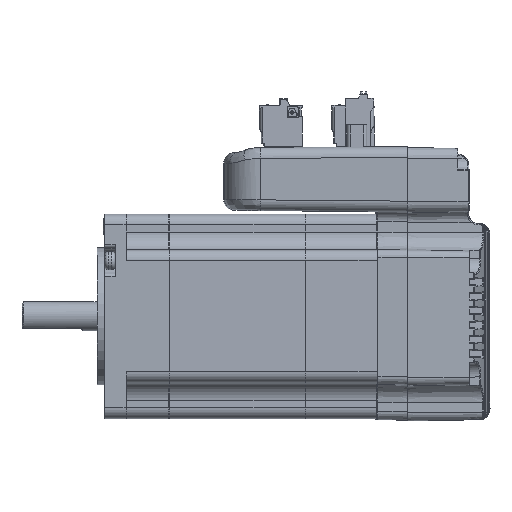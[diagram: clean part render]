
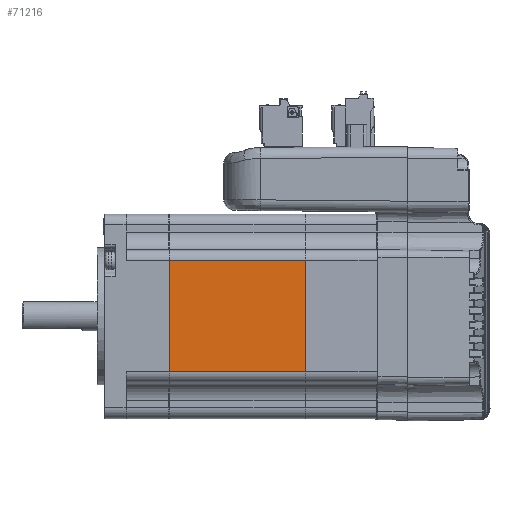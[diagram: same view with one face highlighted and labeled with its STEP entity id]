
A CAD part, left-side view. The second image highlights one B-rep face of the part: STEP entity #71216.
In plain terms, the highlighted face is planar.
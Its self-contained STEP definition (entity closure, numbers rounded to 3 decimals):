
#3066=PLANE('',#76586);
#6508=FACE_OUTER_BOUND('',#10703,.T.);
#10703=EDGE_LOOP('',(#58673,#58674,#58675,#58676));
#16823=LINE('',#130249,#24501);
#16836=LINE('',#130287,#24514);
#16837=LINE('',#130291,#24515);
#16838=LINE('',#130292,#24516);
#24501=VECTOR('',#90121,1000.);
#24514=VECTOR('',#90160,1000.);
#24515=VECTOR('',#90165,1000.);
#24516=VECTOR('',#90166,1000.);
#33739=VERTEX_POINT('',#130246);
#33740=VERTEX_POINT('',#130248);
#33752=VERTEX_POINT('',#130286);
#33753=VERTEX_POINT('',#130290);
#42531=EDGE_CURVE('',#33739,#33740,#16823,.T.);
#42550=EDGE_CURVE('',#33740,#33752,#16836,.T.);
#42552=EDGE_CURVE('',#33739,#33753,#16837,.T.);
#42553=EDGE_CURVE('',#33753,#33752,#16838,.T.);
#58673=ORIENTED_EDGE('',*,*,#42531,.F.);
#58674=ORIENTED_EDGE('',*,*,#42552,.T.);
#58675=ORIENTED_EDGE('',*,*,#42553,.T.);
#58676=ORIENTED_EDGE('',*,*,#42550,.F.);
#71216=ADVANCED_FACE('',(#6508),#3066,.T.);
#76586=AXIS2_PLACEMENT_3D('',#130289,#90163,#90164);
#90121=DIRECTION('',(0.,1.,0.));
#90160=DIRECTION('',(0.,0.,-1.));
#90163=DIRECTION('center_axis',(1.,0.,0.));
#90164=DIRECTION('ref_axis',(0.,1.,0.));
#90165=DIRECTION('',(0.,0.,-1.));
#90166=DIRECTION('',(0.,1.,0.));
#130246=CARTESIAN_POINT('',(28.5,-15.5,38.));
#130248=CARTESIAN_POINT('',(28.5,15.5,38.));
#130249=CARTESIAN_POINT('',(28.5,-62.841,38.));
#130286=CARTESIAN_POINT('',(28.5,15.5,0.));
#130287=CARTESIAN_POINT('',(28.5,15.5,38.));
#130289=CARTESIAN_POINT('Origin',(28.5,-62.841,38.));
#130290=CARTESIAN_POINT('',(28.5,-15.5,0.));
#130291=CARTESIAN_POINT('',(28.5,-15.5,38.));
#130292=CARTESIAN_POINT('',(28.5,-62.841,0.));
